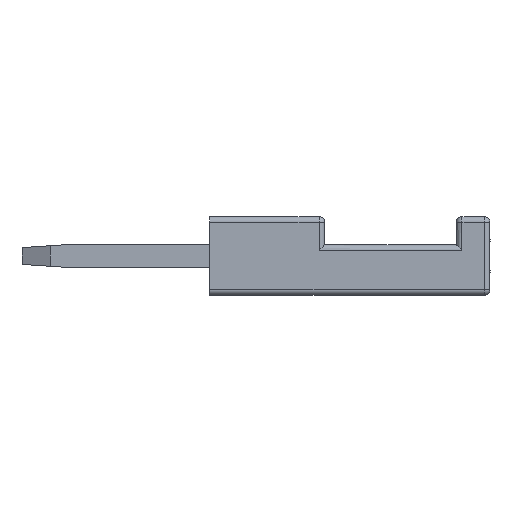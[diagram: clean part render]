
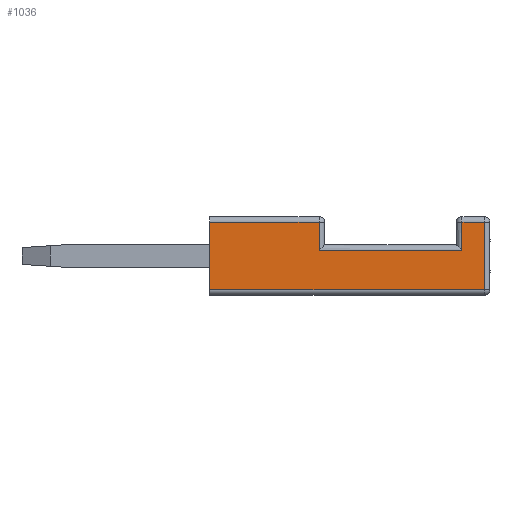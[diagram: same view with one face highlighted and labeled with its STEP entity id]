
A CAD part, left-side view. The second image highlights one B-rep face of the part: STEP entity #1036.
In plain terms, the highlighted planar face has unit normal (-1, 0, 0).
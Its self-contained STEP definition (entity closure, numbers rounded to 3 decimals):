
#419=PLANE('',#14351);
#1036=ADVANCED_FACE('',(#1898),#419,.F.);
#1898=FACE_OUTER_BOUND('',#2572,.T.);
#2572=EDGE_LOOP('',(#4960,#4961,#4962,#4963,#4964,#4965,#4966,#4967));
#4960=ORIENTED_EDGE('',*,*,#9885,.T.);
#4961=ORIENTED_EDGE('',*,*,#9886,.T.);
#4962=ORIENTED_EDGE('',*,*,#9887,.T.);
#4963=ORIENTED_EDGE('',*,*,#8981,.T.);
#4964=ORIENTED_EDGE('',*,*,#9888,.T.);
#4965=ORIENTED_EDGE('',*,*,#9889,.T.);
#4966=ORIENTED_EDGE('',*,*,#9890,.T.);
#4967=ORIENTED_EDGE('',*,*,#9891,.T.);
#7605=VERTEX_POINT('',#19372);
#7606=VERTEX_POINT('',#19374);
#8222=VERTEX_POINT('',#21079);
#8223=VERTEX_POINT('',#21080);
#8224=VERTEX_POINT('',#21082);
#8225=VERTEX_POINT('',#21085);
#8226=VERTEX_POINT('',#21087);
#8227=VERTEX_POINT('',#21089);
#8981=EDGE_CURVE('',#7606,#7605,#10864,.T.);
#9885=EDGE_CURVE('',#8222,#8223,#11517,.T.);
#9886=EDGE_CURVE('',#8223,#8224,#11518,.T.);
#9887=EDGE_CURVE('',#8224,#7606,#11519,.T.);
#9888=EDGE_CURVE('',#7605,#8225,#11520,.T.);
#9889=EDGE_CURVE('',#8225,#8226,#11521,.T.);
#9890=EDGE_CURVE('',#8226,#8227,#11522,.T.);
#9891=EDGE_CURVE('',#8227,#8222,#11523,.T.);
#10864=LINE('',#19373,#12474);
#11517=LINE('',#21078,#13127);
#11518=LINE('',#21081,#13128);
#11519=LINE('',#21083,#13129);
#11520=LINE('',#21084,#13130);
#11521=LINE('',#21086,#13131);
#11522=LINE('',#21088,#13132);
#11523=LINE('',#21090,#13133);
#12474=VECTOR('',#15462,1.);
#13127=VECTOR('',#16987,1.);
#13128=VECTOR('',#16988,1.);
#13129=VECTOR('',#16989,1.);
#13130=VECTOR('',#16990,1.);
#13131=VECTOR('',#16991,1.);
#13132=VECTOR('',#16992,1.);
#13133=VECTOR('',#16993,1.);
#14351=AXIS2_PLACEMENT_3D('',#21091,#16994,#16995);
#15462=DIRECTION('',(0.,0.,-1.));
#16987=DIRECTION('',(0.,1.,0.));
#16988=DIRECTION('',(0.,0.,1.));
#16989=DIRECTION('',(0.,1.,0.));
#16990=DIRECTION('',(0.,-1.,0.));
#16991=DIRECTION('',(0.,0.,1.));
#16992=DIRECTION('',(0.,1.,0.));
#16993=DIRECTION('',(0.,0.,-1.));
#16994=DIRECTION('',(1.,0.,0.));
#16995=DIRECTION('',(0.,0.,-1.));
#19372=CARTESIAN_POINT('',(-0.5,3.3,-0.8));
#19373=CARTESIAN_POINT('',(-0.5,3.3,1.8));
#19374=CARTESIAN_POINT('',(-0.5,3.3,1.6));
#21078=CARTESIAN_POINT('',(-0.5,-0.6,0.6));
#21079=CARTESIAN_POINT('',(-0.5,-5.7,0.6));
#21080=CARTESIAN_POINT('',(-0.5,-0.6,0.6));
#21081=CARTESIAN_POINT('',(-0.5,-0.6,1.6));
#21082=CARTESIAN_POINT('',(-0.5,-0.6,1.6));
#21083=CARTESIAN_POINT('',(-0.5,-0.8,1.6));
#21084=CARTESIAN_POINT('',(-0.5,-0.8,-0.8));
#21085=CARTESIAN_POINT('',(-0.5,-6.5,-0.8));
#21086=CARTESIAN_POINT('',(-0.5,-6.5,1.8));
#21087=CARTESIAN_POINT('',(-0.5,-6.5,1.6));
#21088=CARTESIAN_POINT('',(-0.5,-0.8,1.6));
#21089=CARTESIAN_POINT('',(-0.5,-5.7,1.6));
#21090=CARTESIAN_POINT('',(-0.5,-5.7,0.8));
#21091=CARTESIAN_POINT('',(-0.5,-0.8,1.8));
